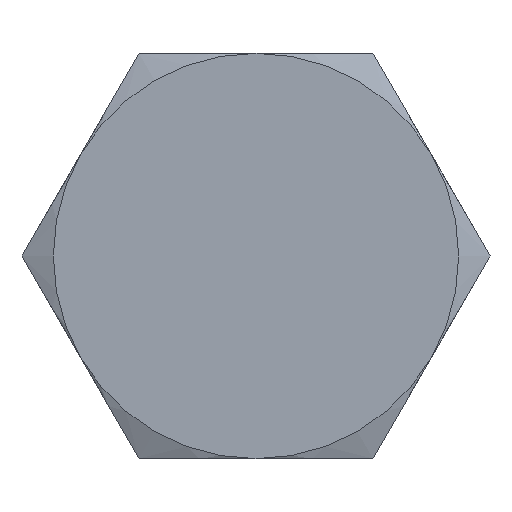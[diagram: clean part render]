
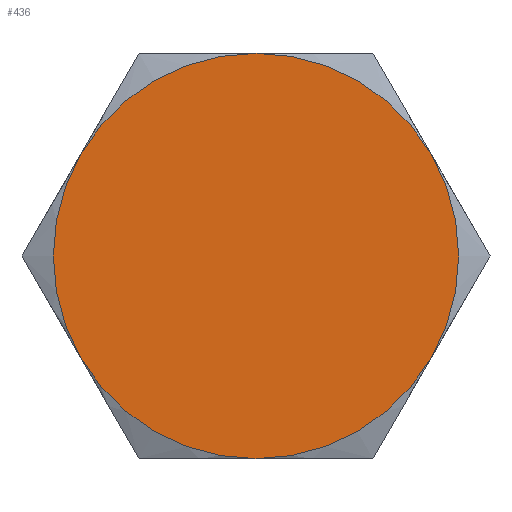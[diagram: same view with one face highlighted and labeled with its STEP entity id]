
A CAD part, left-side view. The second image highlights one B-rep face of the part: STEP entity #436.
In plain terms, the highlighted planar face has unit normal (-1, 0, 0).
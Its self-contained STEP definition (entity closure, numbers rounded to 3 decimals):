
#9 = ORIENTED_EDGE ( 'NONE', *, *, #528, .F. ) ;
#18 = CARTESIAN_POINT ( 'NONE',  ( -5.3, 3.25, 0. ) ) ;
#28 = CIRCLE ( 'NONE', #468, 6.5 ) ;
#46 = CIRCLE ( 'NONE', #695, 6.5 ) ;
#49 = CARTESIAN_POINT ( 'NONE',  ( -5.3, 0., 6.5 ) ) ;
#63 = CARTESIAN_POINT ( 'NONE',  ( -5.3, -5.629, -3.25 ) ) ;
#87 = CARTESIAN_POINT ( 'NONE',  ( -5.3, 0., 0. ) ) ;
#97 = DIRECTION ( 'NONE',  ( 0., 0., -1. ) ) ;
#138 = DIRECTION ( 'NONE',  ( 1., 0., 0. ) ) ;
#152 = EDGE_CURVE ( 'NONE', #203, #521, #393, .T. ) ;
#153 = DIRECTION ( 'NONE',  ( 1., 0., 0. ) ) ;
#158 = CARTESIAN_POINT ( 'NONE',  ( -5.3, 5.629, -3.25 ) ) ;
#159 = DIRECTION ( 'NONE',  ( 1., 0., 0. ) ) ;
#180 = DIRECTION ( 'NONE',  ( 1., 0., 0. ) ) ;
#189 = VERTEX_POINT ( 'NONE', #234 ) ;
#191 = AXIS2_PLACEMENT_3D ( 'NONE', #606, #180, #334 ) ;
#199 = DIRECTION ( 'NONE',  ( -1., 0., 0. ) ) ;
#203 = VERTEX_POINT ( 'NONE', #49 ) ;
#209 = DIRECTION ( 'NONE',  ( 0., 0., -1. ) ) ;
#234 = CARTESIAN_POINT ( 'NONE',  ( -5.3, 5.629, 3.25 ) ) ;
#237 = ORIENTED_EDGE ( 'NONE', *, *, #152, .F. ) ;
#247 = AXIS2_PLACEMENT_3D ( 'NONE', #590, #323, #433 ) ;
#264 = CARTESIAN_POINT ( 'NONE',  ( -5.3, 0., 0. ) ) ;
#271 = CARTESIAN_POINT ( 'NONE',  ( -5.3, 0., 0. ) ) ;
#292 = EDGE_CURVE ( 'NONE', #189, #203, #28, .T. ) ;
#322 = VERTEX_POINT ( 'NONE', #63 ) ;
#323 = DIRECTION ( 'NONE',  ( 1., 0., 0. ) ) ;
#334 = DIRECTION ( 'NONE',  ( 0., 0., -1. ) ) ;
#343 = CIRCLE ( 'NONE', #346, 6.5 ) ;
#346 = AXIS2_PLACEMENT_3D ( 'NONE', #87, #374, #209 ) ;
#355 = CIRCLE ( 'NONE', #483, 6.5 ) ;
#374 = DIRECTION ( 'NONE',  ( 1., 0., 0. ) ) ;
#393 = CIRCLE ( 'NONE', #191, 6.5 ) ;
#433 = DIRECTION ( 'NONE',  ( 0., 0., -1. ) ) ;
#436 = ADVANCED_FACE ( 'NONE', ( #471 ), #464, .T. ) ;
#448 = ORIENTED_EDGE ( 'NONE', *, *, #540, .F. ) ;
#457 = ORIENTED_EDGE ( 'NONE', *, *, #679, .F. ) ;
#462 = EDGE_LOOP ( 'NONE', ( #237, #530, #548, #9, #457, #448 ) ) ;
#464 = PLANE ( 'NONE',  #508 ) ;
#468 = AXIS2_PLACEMENT_3D ( 'NONE', #507, #138, #516 ) ;
#471 = FACE_OUTER_BOUND ( 'NONE', #462, .T. ) ;
#483 = AXIS2_PLACEMENT_3D ( 'NONE', #264, #159, #97 ) ;
#507 = CARTESIAN_POINT ( 'NONE',  ( -5.3, 0., 0. ) ) ;
#508 = AXIS2_PLACEMENT_3D ( 'NONE', #18, #199, #633 ) ;
#516 = DIRECTION ( 'NONE',  ( 0., 0., -1. ) ) ;
#520 = VERTEX_POINT ( 'NONE', #158 ) ;
#521 = VERTEX_POINT ( 'NONE', #583 ) ;
#528 = EDGE_CURVE ( 'NONE', #647, #520, #355, .T. ) ;
#530 = ORIENTED_EDGE ( 'NONE', *, *, #292, .F. ) ;
#540 = EDGE_CURVE ( 'NONE', #521, #322, #46, .T. ) ;
#548 = ORIENTED_EDGE ( 'NONE', *, *, #598, .F. ) ;
#583 = CARTESIAN_POINT ( 'NONE',  ( -5.3, -5.629, 3.25 ) ) ;
#590 = CARTESIAN_POINT ( 'NONE',  ( -5.3, 0., 0. ) ) ;
#596 = CARTESIAN_POINT ( 'NONE',  ( -5.3, 0., -6.5 ) ) ;
#598 = EDGE_CURVE ( 'NONE', #520, #189, #343, .T. ) ;
#606 = CARTESIAN_POINT ( 'NONE',  ( -5.3, 0., 0. ) ) ;
#633 = DIRECTION ( 'NONE',  ( 0., 0., 1. ) ) ;
#636 = DIRECTION ( 'NONE',  ( 0., 0., -1. ) ) ;
#644 = CIRCLE ( 'NONE', #247, 6.5 ) ;
#647 = VERTEX_POINT ( 'NONE', #596 ) ;
#679 = EDGE_CURVE ( 'NONE', #322, #647, #644, .T. ) ;
#695 = AXIS2_PLACEMENT_3D ( 'NONE', #271, #153, #636 ) ;
